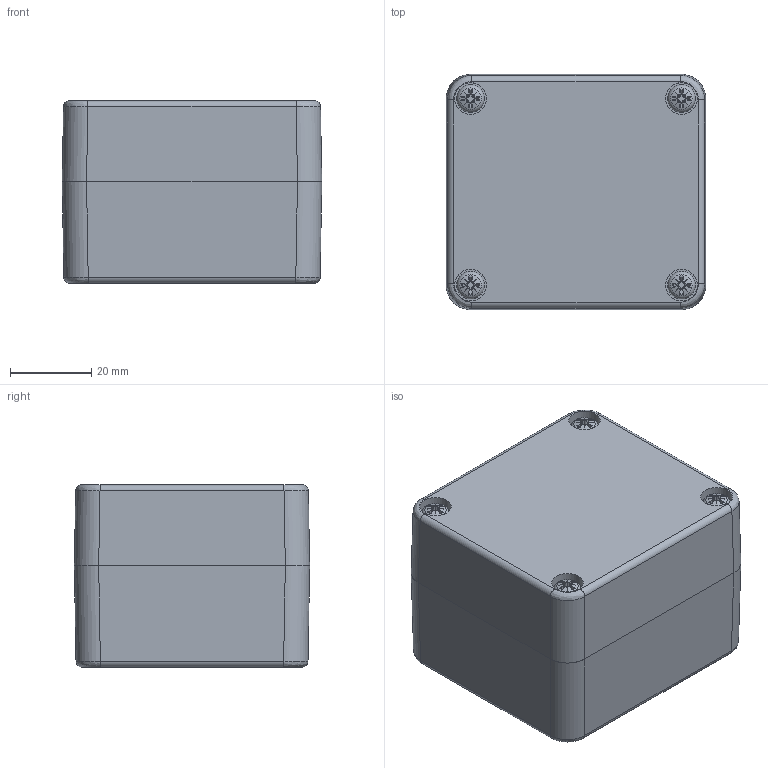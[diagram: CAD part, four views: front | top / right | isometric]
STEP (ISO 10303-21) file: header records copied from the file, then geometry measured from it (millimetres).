
FILE_DESCRIPTION((''),'2;1');
FILE_NAME('0101100300--MBA_606045_VE.stp','2014-10-20T09:52:02',('robin.rentz'),(''),'Autodesk Inventor 2012','Autodesk Inventor 2012','');
FILE_SCHEMA(('CONFIG_CONTROL_DESIGN'));
Length unit declared in the file: millimetre
Products named in the file (4): 0101100300--MBA_606045_VE; 0100100202--UT_606030-606045_VE; 0100100301--OT_606045_VE; 1990000276 Schraube BM4x12_6
Assembly tree (6 placements, depth 2):
  0101100300--MBA_606045_VE
    0100100202--UT_606030-606045_VE
    0100100301--OT_606045_VE
    1990000276 Schraube BM4x12_6  x4
Bounding box: 64 x 58 x 45 mm (x, y, z)
Volume: 63635.4 mm3; surface area: 39767 mm2
Topology: 6 solids, 6 shells, 916 faces, 2270 edges, 1416 vertices
Faces by surface type: plane 288, bspline 268, cylinder 160, torus 102, cone 87, sphere 11
Full cylindrical faces by diameter (mm): 3 x6, 3.242 x7, 3.3 x4, 4 x4, 4.2 x3, 4.5 x6, 4.8 x4, 6.8 x4, 7 x3, 7.5 x2, 7.8 x4, 8 x3
Entity records: 30058 total; most frequent: CARTESIAN_POINT 14801, ORIENTED_EDGE 3312, DIRECTION 2600, EDGE_CURVE 1656, VERTEX_POINT 1081, AXIS2_PLACEMENT_3D 944, EDGE_LOOP 875, FACE_OUTER_BOUND 718
